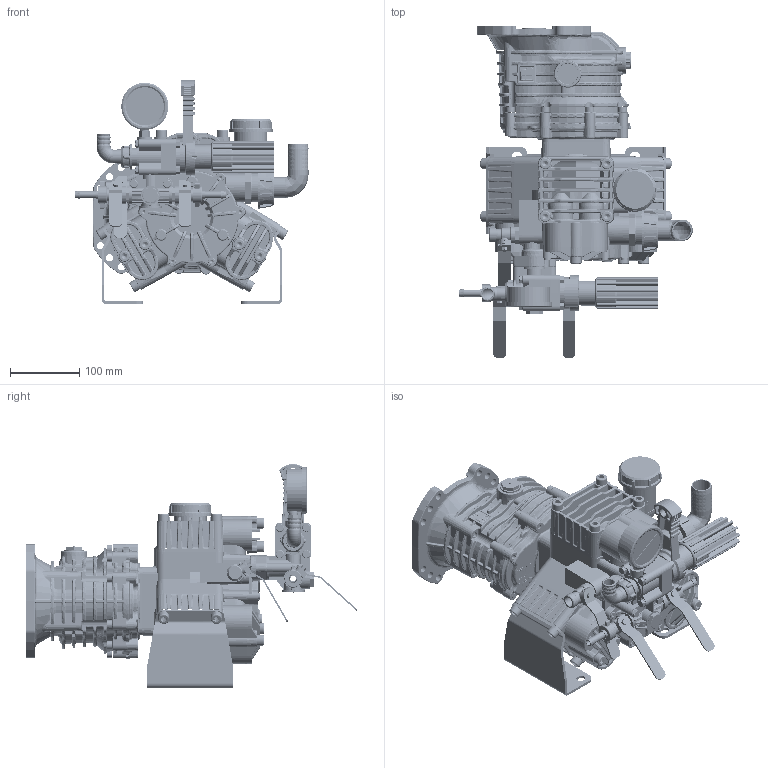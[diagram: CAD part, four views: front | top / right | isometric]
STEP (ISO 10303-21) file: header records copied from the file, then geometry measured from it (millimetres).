
FILE_DESCRIPTION (( 'STEP AP214' ), '1' );
FILE_NAME ('9915-D503GRGI.STEP', '2022-04-26T17:53:01', ( '' ), ( '' ), 'SwSTEP 2.0', 'SolidWorks 2017', '' );
FILE_SCHEMA (( 'AUTOMOTIVE_DESIGN' ));
Length unit declared in the file: millimetre
Products named in the file (2): 9915-D503GRGI
Bounding box: 337 x 478.51 x 323.09 mm (x, y, z)
Surface area: 845673.7 mm2 (no closed solid volume)
Topology: 0 solids, 5511 shells, 8320 faces, 34639 edges, 31371 vertices
Faces by surface type: bspline 3377, cylinder 2276, plane 1653, cone 844, torus 162, sphere 8
Entity records: 651696 total; most frequent: CARTESIAN_POINT 408291, DIRECTION 41306, ORIENTED_EDGE 40509, EDGE_CURVE 34237, VERTEX_POINT 31363, AXIS2_PLACEMENT_3D 15642, B_SPLINE_CURVE_WITH_KNOTS 13170, CIRCLE 10697
